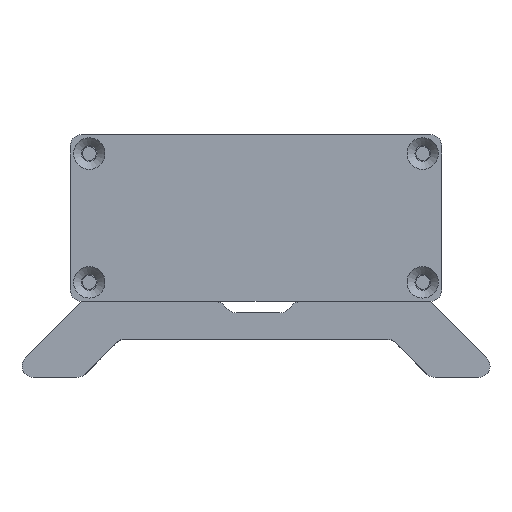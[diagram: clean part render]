
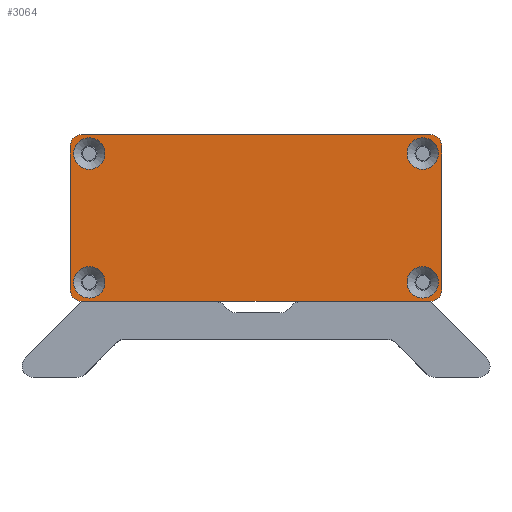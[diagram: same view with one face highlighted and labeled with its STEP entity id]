
A CAD part, top view. The second image highlights one B-rep face of the part: STEP entity #3064.
In plain terms, the highlighted planar face has unit normal (0, 0, 1).
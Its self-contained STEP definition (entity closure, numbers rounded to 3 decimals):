
#60=FACE_BOUND('',#529,.T.);
#61=FACE_BOUND('',#530,.T.);
#62=FACE_BOUND('',#531,.T.);
#63=FACE_BOUND('',#532,.T.);
#192=CIRCLE('',#3273,4.15);
#194=CIRCLE('',#3277,3.);
#196=CIRCLE('',#3281,3.);
#197=CIRCLE('',#3284,3.);
#198=CIRCLE('',#3285,3.);
#199=CIRCLE('',#3286,4.15);
#200=CIRCLE('',#3287,4.15);
#201=CIRCLE('',#3288,4.15);
#346=FACE_OUTER_BOUND('',#528,.T.);
#528=EDGE_LOOP('',(#2288,#2289,#2290,#2291,#2292,#2293,#2294,#2295));
#529=EDGE_LOOP('',(#2296));
#530=EDGE_LOOP('',(#2297));
#531=EDGE_LOOP('',(#2298));
#532=EDGE_LOOP('',(#2299));
#758=LINE('',#4715,#1054);
#763=LINE('',#4728,#1059);
#767=LINE('',#4740,#1063);
#768=LINE('',#4745,#1064);
#1054=VECTOR('',#3782,10.);
#1059=VECTOR('',#3795,10.);
#1063=VECTOR('',#3807,10.);
#1064=VECTOR('',#3812,10.);
#1344=VERTEX_POINT('',#4705);
#1347=VERTEX_POINT('',#4712);
#1348=VERTEX_POINT('',#4714);
#1350=VERTEX_POINT('',#4720);
#1352=VERTEX_POINT('',#4726);
#1354=VERTEX_POINT('',#4732);
#1356=VERTEX_POINT('',#4738);
#1357=VERTEX_POINT('',#4742);
#1358=VERTEX_POINT('',#4744);
#1359=VERTEX_POINT('',#4747);
#1360=VERTEX_POINT('',#4749);
#1361=VERTEX_POINT('',#4751);
#1685=EDGE_CURVE('',#1344,#1344,#192,.T.);
#1689=EDGE_CURVE('',#1348,#1347,#758,.T.);
#1693=EDGE_CURVE('',#1347,#1350,#194,.T.);
#1696=EDGE_CURVE('',#1352,#1350,#763,.T.);
#1699=EDGE_CURVE('',#1352,#1354,#196,.T.);
#1702=EDGE_CURVE('',#1354,#1356,#767,.T.);
#1703=EDGE_CURVE('',#1356,#1357,#197,.T.);
#1704=EDGE_CURVE('',#1357,#1358,#768,.T.);
#1705=EDGE_CURVE('',#1358,#1348,#198,.T.);
#1706=EDGE_CURVE('',#1359,#1359,#199,.T.);
#1707=EDGE_CURVE('',#1360,#1360,#200,.T.);
#1708=EDGE_CURVE('',#1361,#1361,#201,.T.);
#2288=ORIENTED_EDGE('',*,*,#1696,.F.);
#2289=ORIENTED_EDGE('',*,*,#1699,.T.);
#2290=ORIENTED_EDGE('',*,*,#1702,.T.);
#2291=ORIENTED_EDGE('',*,*,#1703,.T.);
#2292=ORIENTED_EDGE('',*,*,#1704,.T.);
#2293=ORIENTED_EDGE('',*,*,#1705,.T.);
#2294=ORIENTED_EDGE('',*,*,#1689,.T.);
#2295=ORIENTED_EDGE('',*,*,#1693,.T.);
#2296=ORIENTED_EDGE('',*,*,#1706,.T.);
#2297=ORIENTED_EDGE('',*,*,#1707,.T.);
#2298=ORIENTED_EDGE('',*,*,#1708,.T.);
#2299=ORIENTED_EDGE('',*,*,#1685,.T.);
#2943=PLANE('',#3283);
#3064=ADVANCED_FACE('',(#346,#60,#61,#62,#63),#2943,.T.);
#3273=AXIS2_PLACEMENT_3D('',#4706,#3775,#3776);
#3277=AXIS2_PLACEMENT_3D('',#4722,#3789,#3790);
#3281=AXIS2_PLACEMENT_3D('',#4734,#3801,#3802);
#3283=AXIS2_PLACEMENT_3D('',#4741,#3808,#3809);
#3284=AXIS2_PLACEMENT_3D('',#4743,#3810,#3811);
#3285=AXIS2_PLACEMENT_3D('',#4746,#3813,#3814);
#3286=AXIS2_PLACEMENT_3D('',#4748,#3815,#3816);
#3287=AXIS2_PLACEMENT_3D('',#4750,#3817,#3818);
#3288=AXIS2_PLACEMENT_3D('',#4752,#3819,#3820);
#3775=DIRECTION('center_axis',(0.,0.,-1.));
#3776=DIRECTION('ref_axis',(1.,0.,0.));
#3782=DIRECTION('',(-1.,0.,0.));
#3789=DIRECTION('center_axis',(0.,0.,1.));
#3790=DIRECTION('ref_axis',(-0.707,0.707,0.));
#3795=DIRECTION('',(0.,1.,0.));
#3801=DIRECTION('center_axis',(0.,0.,1.));
#3802=DIRECTION('ref_axis',(-0.707,-0.707,0.));
#3807=DIRECTION('',(1.,0.,0.));
#3808=DIRECTION('center_axis',(0.,0.,1.));
#3809=DIRECTION('ref_axis',(1.,0.,0.));
#3810=DIRECTION('center_axis',(0.,0.,1.));
#3811=DIRECTION('ref_axis',(0.707,-0.707,0.));
#3812=DIRECTION('',(0.,1.,0.));
#3813=DIRECTION('center_axis',(0.,0.,1.));
#3814=DIRECTION('ref_axis',(0.707,0.707,0.));
#3815=DIRECTION('center_axis',(0.,0.,-1.));
#3816=DIRECTION('ref_axis',(1.,0.,0.));
#3817=DIRECTION('center_axis',(0.,0.,-1.));
#3818=DIRECTION('ref_axis',(1.,0.,0.));
#3819=DIRECTION('center_axis',(0.,0.,-1.));
#3820=DIRECTION('ref_axis',(1.,0.,0.));
#4705=CARTESIAN_POINT('',(-48.15,17.,39.5));
#4706=CARTESIAN_POINT('Origin',(-44.,17.,39.5));
#4712=CARTESIAN_POINT('',(-46.,22.,39.5));
#4714=CARTESIAN_POINT('',(46.,22.,39.5));
#4715=CARTESIAN_POINT('',(-24.5,22.,39.5));
#4720=CARTESIAN_POINT('',(-49.,19.,39.5));
#4722=CARTESIAN_POINT('Origin',(-46.,19.,39.5));
#4726=CARTESIAN_POINT('',(-49.,-19.,39.5));
#4728=CARTESIAN_POINT('',(-49.,-19.,39.5));
#4732=CARTESIAN_POINT('',(-46.,-22.,39.5));
#4734=CARTESIAN_POINT('Origin',(-46.,-19.,39.5));
#4738=CARTESIAN_POINT('',(46.,-22.,39.5));
#4740=CARTESIAN_POINT('',(49.,-22.,39.5));
#4741=CARTESIAN_POINT('Origin',(-49.,-22.,39.5));
#4742=CARTESIAN_POINT('',(49.,-19.,39.5));
#4743=CARTESIAN_POINT('Origin',(46.,-19.,39.5));
#4744=CARTESIAN_POINT('',(49.,19.,39.5));
#4745=CARTESIAN_POINT('',(49.,-19.,39.5));
#4746=CARTESIAN_POINT('Origin',(46.,19.,39.5));
#4747=CARTESIAN_POINT('',(39.85,-17.,39.5));
#4748=CARTESIAN_POINT('Origin',(44.,-17.,39.5));
#4749=CARTESIAN_POINT('',(-48.15,-17.,39.5));
#4750=CARTESIAN_POINT('Origin',(-44.,-17.,39.5));
#4751=CARTESIAN_POINT('',(39.85,17.,39.5));
#4752=CARTESIAN_POINT('Origin',(44.,17.,39.5));
